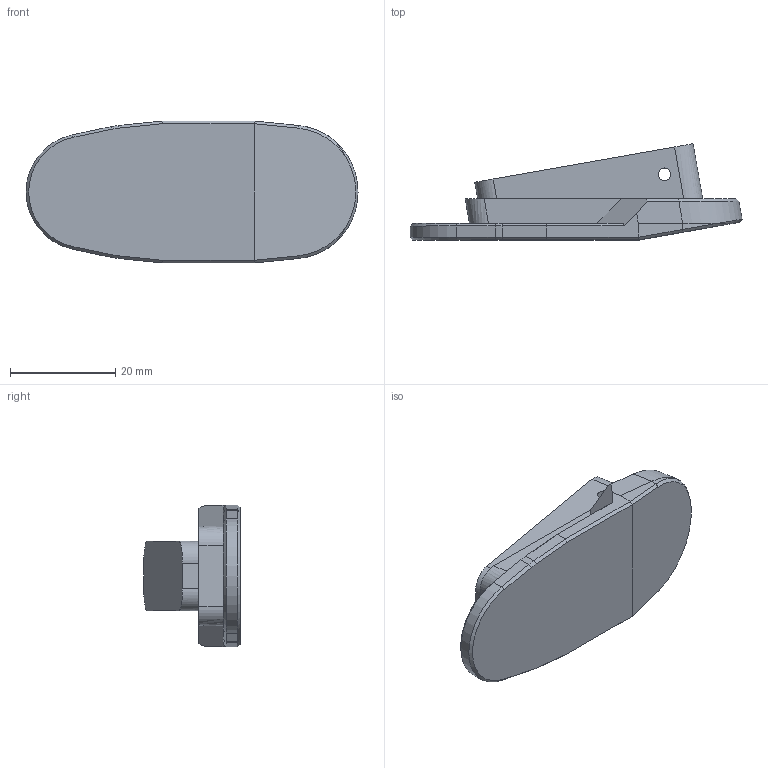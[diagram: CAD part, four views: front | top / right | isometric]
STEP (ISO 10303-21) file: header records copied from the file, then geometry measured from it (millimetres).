
FILE_DESCRIPTION(/* description */ (''),/* implementation_level */ '2;1');
FILE_NAME(/* name */ 'MAG_BOTTOM_STANDARD[1.1].step',/* time_stamp */ '2021-03-01T08:38:23-05:00',/* author */ (''),/* organization */ (''),/* preprocessor_version */ 'ST-DEVELOPER v18.1',/* originating_system */ 'Autodesk Translation Framework v9.7.0.1280',/* authorisation */ '');
FILE_SCHEMA (('AUTOMOTIVE_DESIGN { 1 0 10303 214 3 1 1 }'));
Length unit declared in the file: inch
Products named in the file (1): MAG_BOTTOM_STANDARD[1.1]
Bounding box: 63.12 x 18.31 x 26.99 mm (x, y, z)
Volume: 12659.7 mm3; surface area: 4666.9 mm2
Topology: 1 solids, 1 shells, 75 faces, 194 edges, 122 vertices
Faces by surface type: plane 42, bspline 21, cone 6, cylinder 6
Full cylindrical faces by diameter (mm): 2.381 x1
Entity records: 2528 total; most frequent: CARTESIAN_POINT 759, ORIENTED_EDGE 388, DIRECTION 314, EDGE_CURVE 194, LINE 132, VECTOR 132, VERTEX_POINT 122, AXIS2_PLACEMENT_3D 91
